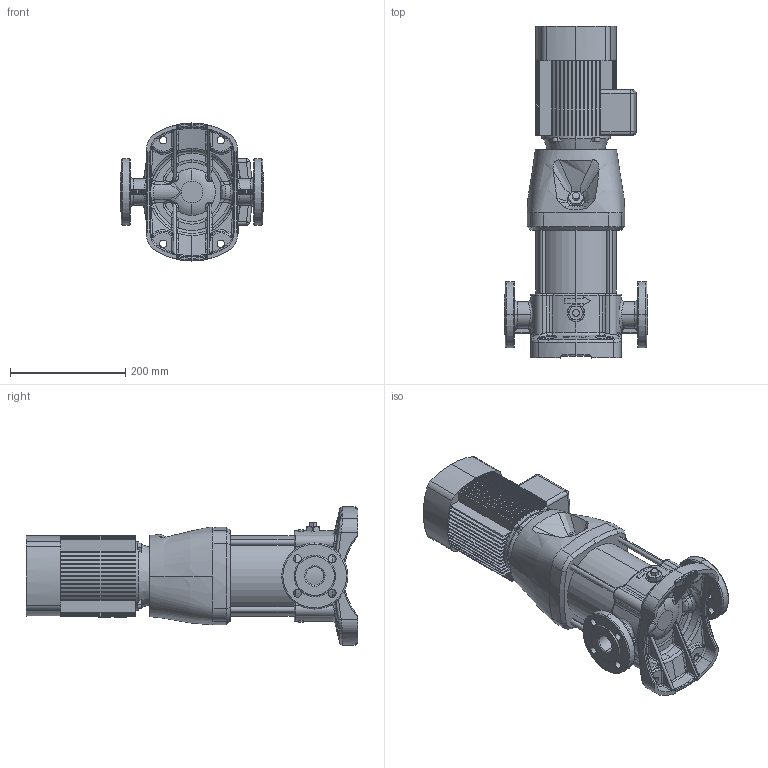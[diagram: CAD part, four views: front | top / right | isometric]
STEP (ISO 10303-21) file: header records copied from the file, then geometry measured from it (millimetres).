
FILE_DESCRIPTION (( 'STEP AP203' ), '1' );
FILE_NAME ('CDM1-7 FSWPC.STEP', '2022-07-29T14:34:23', ( '' ), ( '' ), 'SwSTEP 2.0', 'SolidWorks 2019', '' );
FILE_SCHEMA (( 'CONFIG_CONTROL_DESIGN' ));
Length unit declared in the file: millimetre
Products named in the file (4): CDM1-7 FSWPC; CDM1_prot_F_CDM1-7_F; ED_B14_YE2-71M1-2 (0.37); CDM1_fon
Assembly tree (3 placements, depth 2):
  CDM1-7 FSWPC
    CDM1_prot_F_CDM1-7_F
    CDM1_fon
    ED_B14_YE2-71M1-2 (0.37)
Bounding box: 250 x 577 x 240 mm (x, y, z)
Volume: 9970411 mm3; surface area: 726852.3 mm2
Topology: 7 solids, 8 shells, 1262 faces, 3275 edges, 2000 vertices
Faces by surface type: plane 418, cylinder 334, bspline 289, torus 144, cone 63, sphere 14
Entity records: 68396 total; most frequent: CARTESIAN_POINT 39613, ORIENTED_EDGE 6430, DIRECTION 5413, EDGE_CURVE 3215, AXIS2_PLACEMENT_3D 2184, VERTEX_POINT 2000, EDGE_LOOP 1325, FACE_OUTER_BOUND 1262
